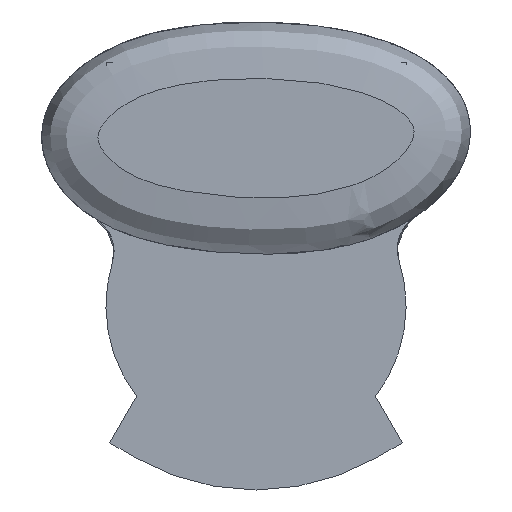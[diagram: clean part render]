
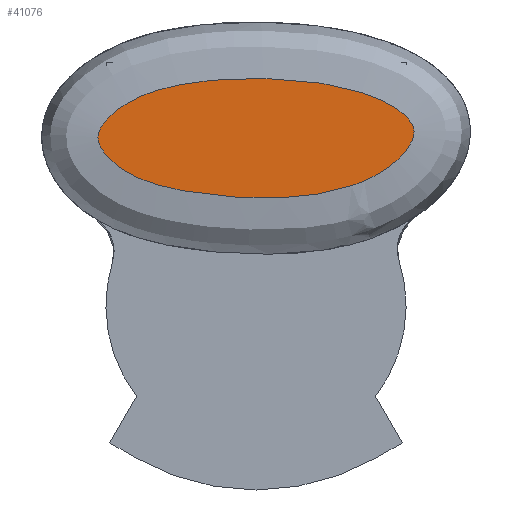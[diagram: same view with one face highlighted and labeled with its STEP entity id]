
A CAD part, left-side view. The second image highlights one B-rep face of the part: STEP entity #41076.
In plain terms, the highlighted planar face has unit normal (-1, 0, 0).
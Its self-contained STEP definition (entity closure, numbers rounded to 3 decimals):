
#100=B_SPLINE_CURVE_WITH_KNOTS('',3,(#72138,#72139,#72140,#72141,#72142,
#72143,#72144,#72145,#72146,#72147,#72148,#72149,#72150,#72151,#72152,#72153,
#72154,#72155,#72156,#72157,#72158,#72159,#72160,#72161,#72162,#72163,#72164,
#72165,#72166,#72167,#72168,#72169,#72170,#72171,#72172,#72173,#72174,#72175,
#72176,#72177,#72178,#72179,#72180,#72181,#72182,#72183,#72184,#72185,#72186,
#72187),.UNSPECIFIED.,.T.,.F.,(4,1,1,1,1,1,1,1,1,1,1,1,1,1,1,1,1,1,1,1,
1,1,1,1,1,1,1,1,1,1,1,1,1,1,1,1,1,1,1,1,1,1,1,1,1,1,1,4),(-3.82,
-3.752,-3.684,-3.547,-3.274,
-3.07,-3.002,-2.865,-2.797,
-2.729,-2.638,-2.547,-2.456,
-2.41,-2.388,-2.365,-2.342,
-2.331,-2.319,-2.297,-2.274,
-2.228,-2.183,-2.092,-2.001,
-1.819,-1.637,-1.501,-1.364,
-1.091,-0.955,-0.819,-0.682,
-0.614,-0.546,-0.512,-0.495,
-0.482,-0.478,-0.46,-0.443,
-0.409,-0.341,-0.273,-0.205,
-0.136,-0.034,0.),.UNSPECIFIED.);
#4296=FACE_OUTER_BOUND('',#6660,.T.);
#6660=EDGE_LOOP('',(#35591));
#19104=VERTEX_POINT('',#72130);
#24646=EDGE_CURVE('',#19104,#19104,#100,.T.);
#35591=ORIENTED_EDGE('',*,*,#24646,.F.);
#38341=PLANE('',#44580);
#41076=ADVANCED_FACE('',(#4296),#38341,.T.);
#44580=AXIS2_PLACEMENT_3D('',#72188,#55138,#55139);
#55138=DIRECTION('center_axis',(-1.,0.,
0.));
#55139=DIRECTION('ref_axis',(0.,-1.,0.));
#72130=CARTESIAN_POINT('',(76.848,-110.11,-1.643));
#72138=CARTESIAN_POINT('Ctrl Pts',(76.848,-110.11,-1.643));
#72139=CARTESIAN_POINT('Ctrl Pts',(76.848,-109.895,-1.717));
#72140=CARTESIAN_POINT('Ctrl Pts',(76.848,-109.458,-1.849));
#72141=CARTESIAN_POINT('Ctrl Pts',(76.848,-108.573,-2.057));
#72142=CARTESIAN_POINT('Ctrl Pts',(76.848,-106.994,-2.288));
#72143=CARTESIAN_POINT('Ctrl Pts',(76.848,-104.943,-2.331));
#72144=CARTESIAN_POINT('Ctrl Pts',(76.848,-103.126,-2.202));
#72145=CARTESIAN_POINT('Ctrl Pts',(76.848,-101.775,-2.033));
#72146=CARTESIAN_POINT('Ctrl Pts',(76.848,-100.874,-1.88));
#72147=CARTESIAN_POINT('Ctrl Pts',(76.848,-99.986,-1.669));
#72148=CARTESIAN_POINT('Ctrl Pts',(76.848,-99.263,-1.451));
#72149=CARTESIAN_POINT('Ctrl Pts',(76.848,-98.492,-1.143));
#72150=CARTESIAN_POINT('Ctrl Pts',(76.848,-97.687,-0.672));
#72151=CARTESIAN_POINT('Ctrl Pts',(76.848,-97.125,-0.174));
#72152=CARTESIAN_POINT('Ctrl Pts',(76.848,-96.809,0.259));
#72153=CARTESIAN_POINT('Ctrl Pts',(76.848,-96.669,0.536));
#72154=CARTESIAN_POINT('Ctrl Pts',(76.848,-96.596,0.753));
#72155=CARTESIAN_POINT('Ctrl Pts',(76.848,-96.574,0.942));
#72156=CARTESIAN_POINT('Ctrl Pts',(76.848,-96.591,1.095));
#72157=CARTESIAN_POINT('Ctrl Pts',(76.848,-96.629,1.243));
#72158=CARTESIAN_POINT('Ctrl Pts',(76.848,-96.705,1.418));
#72159=CARTESIAN_POINT('Ctrl Pts',(76.848,-96.865,1.677));
#72160=CARTESIAN_POINT('Ctrl Pts',(76.848,-97.113,1.971));
#72161=CARTESIAN_POINT('Ctrl Pts',(76.848,-97.561,2.379));
#72162=CARTESIAN_POINT('Ctrl Pts',(76.848,-98.191,2.806));
#72163=CARTESIAN_POINT('Ctrl Pts',(76.848,-99.289,3.341));
#72164=CARTESIAN_POINT('Ctrl Pts',(76.848,-100.755,3.741));
#72165=CARTESIAN_POINT('Ctrl Pts',(76.848,-102.411,3.971));
#72166=CARTESIAN_POINT('Ctrl Pts',(76.848,-103.923,4.074));
#72167=CARTESIAN_POINT('Ctrl Pts',(76.848,-105.744,4.097));
#72168=CARTESIAN_POINT('Ctrl Pts',(76.848,-107.565,3.979));
#72169=CARTESIAN_POINT('Ctrl Pts',(76.848,-109.359,3.681));
#72170=CARTESIAN_POINT('Ctrl Pts',(76.848,-110.682,3.338));
#72171=CARTESIAN_POINT('Ctrl Pts',(76.848,-111.747,2.917));
#72172=CARTESIAN_POINT('Ctrl Pts',(76.848,-112.533,2.456));
#72173=CARTESIAN_POINT('Ctrl Pts',(76.848,-112.979,2.094));
#72174=CARTESIAN_POINT('Ctrl Pts',(76.848,-113.234,1.786));
#72175=CARTESIAN_POINT('Ctrl Pts',(76.848,-113.341,1.599));
#72176=CARTESIAN_POINT('Ctrl Pts',(76.848,-113.384,1.492));
#72177=CARTESIAN_POINT('Ctrl Pts',(76.848,-113.415,1.382));
#72178=CARTESIAN_POINT('Ctrl Pts',(76.848,-113.432,1.254));
#72179=CARTESIAN_POINT('Ctrl Pts',(76.848,-113.411,1.027));
#72180=CARTESIAN_POINT('Ctrl Pts',(76.848,-113.28,0.638));
#72181=CARTESIAN_POINT('Ctrl Pts',(76.848,-112.97,0.166));
#72182=CARTESIAN_POINT('Ctrl Pts',(76.848,-112.493,-0.33));
#72183=CARTESIAN_POINT('Ctrl Pts',(76.848,-111.946,-0.753));
#72184=CARTESIAN_POINT('Ctrl Pts',(76.848,-111.271,-1.165));
#72185=CARTESIAN_POINT('Ctrl Pts',(76.848,-110.648,-1.449));
#72186=CARTESIAN_POINT('Ctrl Pts',(76.848,-110.218,-1.606));
#72187=CARTESIAN_POINT('Ctrl Pts',(76.848,-110.11,-1.643));
#72188=CARTESIAN_POINT('Origin',(76.848,-104.996,0.897));
